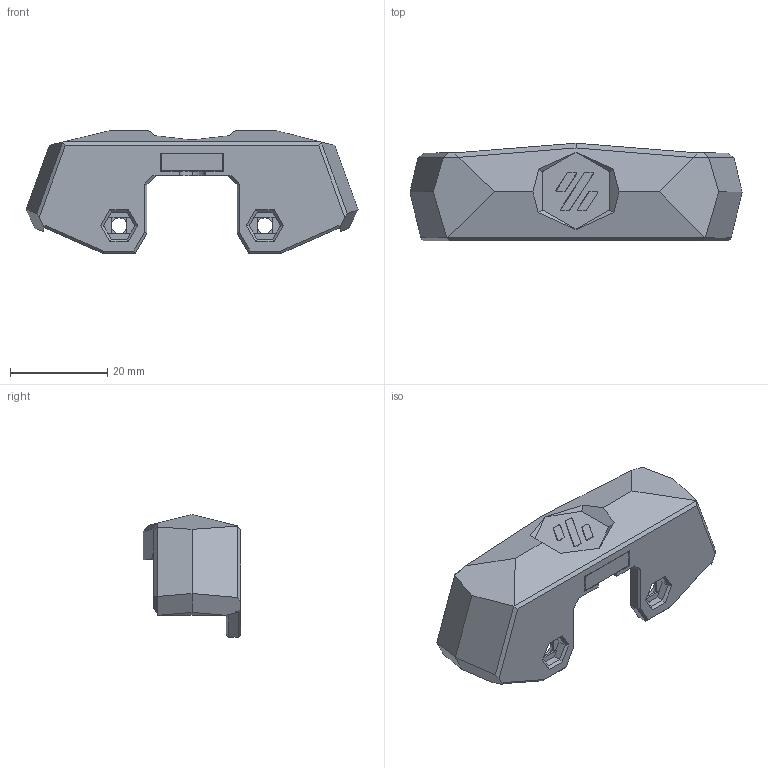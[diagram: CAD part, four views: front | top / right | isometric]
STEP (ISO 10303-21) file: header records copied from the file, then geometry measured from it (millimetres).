
FILE_DESCRIPTION(/* description */ (''),/* implementation_level */ '2;1');
FILE_NAME(/* name */ 'stealth_bed_front_v0_kirigami.step',/* time_stamp */ '2022-07-08T18:44:12-04:00',/* author */ (''),/* organization */ (''),/* preprocessor_version */ 'ST-DEVELOPER v19',/* originating_system */ 'Autodesk Translation Framework v11.7.0.108',/* authorisation */ '');
FILE_SCHEMA (('AUTOMOTIVE_DESIGN { 1 0 10303 214 3 1 1 }'));
Length unit declared in the file: millimetre
Products named in the file (4): (Unsaved); Stealth_Bed_Front; Component2; Component3
Assembly tree (3 placements, depth 2):
  (Unsaved)
    Stealth_Bed_Front
    Component2
    Component3
Bounding box: 68.16 x 20 x 25.24 mm (x, y, z)
Volume: 10433.6 mm3; surface area: 7061.3 mm2
Topology: 4 solids, 4 shells, 276 faces, 726 edges, 463 vertices
Faces by surface type: plane 238, cylinder 34, bspline 2, cone 2
Full cylindrical faces by diameter (mm): 3.2 x2, 7.27 x1
Entity records: 8626 total; most frequent: CARTESIAN_POINT 1628, ORIENTED_EDGE 1452, DIRECTION 1363, EDGE_CURVE 726, LINE 639, VECTOR 639, VERTEX_POINT 463, AXIS2_PLACEMENT_3D 362
